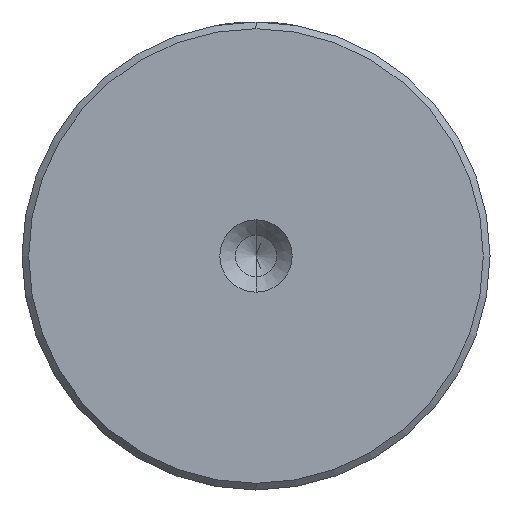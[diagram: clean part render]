
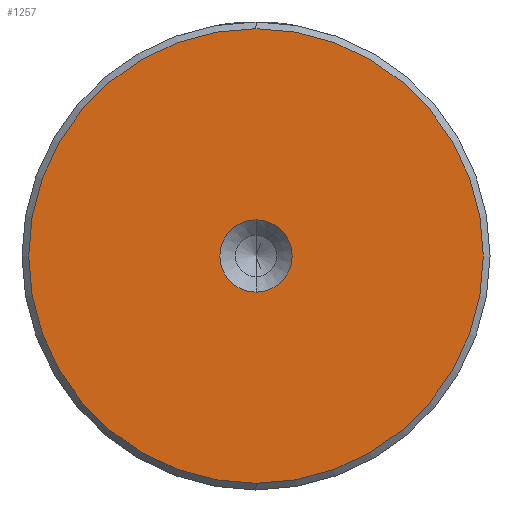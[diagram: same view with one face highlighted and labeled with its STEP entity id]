
A CAD part, left-side view. The second image highlights one B-rep face of the part: STEP entity #1257.
In plain terms, the highlighted planar face has unit normal (-1, 0, 0).
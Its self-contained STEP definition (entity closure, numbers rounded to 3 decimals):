
#85 = EDGE_LOOP ( 'NONE', ( #1881, #1954 ) ) ;
#99 = DIRECTION ( 'NONE',  ( -1., 0., 0. ) ) ;
#179 = VERTEX_POINT ( 'NONE', #360 ) ;
#222 = AXIS2_PLACEMENT_3D ( 'NONE', #2041, #994, #2197 ) ;
#326 = CARTESIAN_POINT ( 'NONE',  ( 0., 0., 2.7 ) ) ;
#330 = CIRCLE ( 'NONE', #1365, 17. ) ;
#339 = EDGE_CURVE ( 'NONE', #179, #672, #2190, .T. ) ;
#360 = CARTESIAN_POINT ( 'NONE',  ( 0., 0., -2.7 ) ) ;
#429 = EDGE_LOOP ( 'NONE', ( #1820, #2248 ) ) ;
#491 = FACE_OUTER_BOUND ( 'NONE', #85, .T. ) ;
#595 = PLANE ( 'NONE',  #1500 ) ;
#625 = EDGE_CURVE ( 'NONE', #1430, #1371, #844, .T. ) ;
#628 = CARTESIAN_POINT ( 'NONE',  ( 0., 0., 17. ) ) ;
#672 = VERTEX_POINT ( 'NONE', #326 ) ;
#844 = CIRCLE ( 'NONE', #1431, 17. ) ;
#925 = DIRECTION ( 'NONE',  ( 0., 0., 1. ) ) ;
#926 = AXIS2_PLACEMENT_3D ( 'NONE', #2253, #1918, #925 ) ;
#994 = DIRECTION ( 'NONE',  ( -1., 0., 0. ) ) ;
#1027 = CIRCLE ( 'NONE', #222, 2.7 ) ;
#1177 = CARTESIAN_POINT ( 'NONE',  ( 0., 0., 0. ) ) ;
#1208 = DIRECTION ( 'NONE',  ( -1., 0., 0. ) ) ;
#1212 = CARTESIAN_POINT ( 'NONE',  ( 0., 0., 0. ) ) ;
#1257 = ADVANCED_FACE ( 'NONE', ( #491, #1901 ), #595, .T. ) ;
#1355 = DIRECTION ( 'NONE',  ( 0., 0., 1. ) ) ;
#1365 = AXIS2_PLACEMENT_3D ( 'NONE', #1177, #99, #1355 ) ;
#1371 = VERTEX_POINT ( 'NONE', #628 ) ;
#1430 = VERTEX_POINT ( 'NONE', #1887 ) ;
#1431 = AXIS2_PLACEMENT_3D ( 'NONE', #1212, #1208, #1573 ) ;
#1479 = DIRECTION ( 'NONE',  ( -1., 0., 0. ) ) ;
#1500 = AXIS2_PLACEMENT_3D ( 'NONE', #1828, #1479, #2001 ) ;
#1573 = DIRECTION ( 'NONE',  ( 0., 0., 1. ) ) ;
#1776 = EDGE_CURVE ( 'NONE', #1371, #1430, #330, .T. ) ;
#1820 = ORIENTED_EDGE ( 'NONE', *, *, #2254, .F. ) ;
#1828 = CARTESIAN_POINT ( 'NONE',  ( 0., 0., 0. ) ) ;
#1881 = ORIENTED_EDGE ( 'NONE', *, *, #625, .T. ) ;
#1887 = CARTESIAN_POINT ( 'NONE',  ( 0., 0., -17. ) ) ;
#1901 = FACE_BOUND ( 'NONE', #429, .T. ) ;
#1918 = DIRECTION ( 'NONE',  ( -1., 0., 0. ) ) ;
#1954 = ORIENTED_EDGE ( 'NONE', *, *, #1776, .T. ) ;
#2001 = DIRECTION ( 'NONE',  ( 0., 0., 1. ) ) ;
#2041 = CARTESIAN_POINT ( 'NONE',  ( 0., 0., 0. ) ) ;
#2190 = CIRCLE ( 'NONE', #926, 2.7 ) ;
#2197 = DIRECTION ( 'NONE',  ( 0., 0., 1. ) ) ;
#2248 = ORIENTED_EDGE ( 'NONE', *, *, #339, .F. ) ;
#2253 = CARTESIAN_POINT ( 'NONE',  ( 0., 0., 0. ) ) ;
#2254 = EDGE_CURVE ( 'NONE', #672, #179, #1027, .T. ) ;
